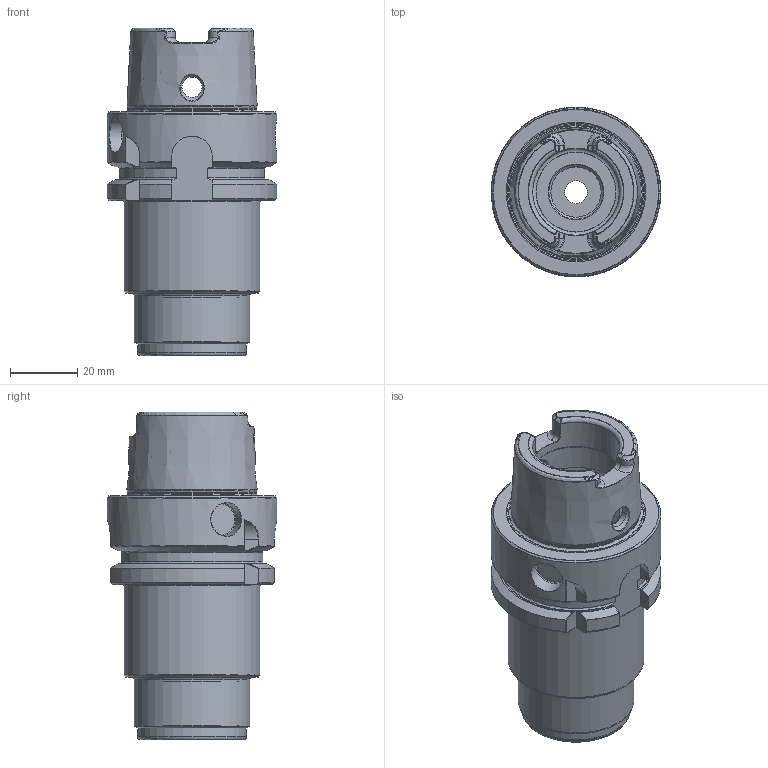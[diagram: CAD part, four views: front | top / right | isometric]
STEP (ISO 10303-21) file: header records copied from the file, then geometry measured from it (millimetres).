
FILE_DESCRIPTION(/* description */ (''),/* implementation_level */ '2;1');
FILE_NAME(/* name */ '555012540.stp',/* time_stamp */ '2021-06-01T08:16:08',/* author */ ('LRA'),/* organization */ ('REGO-FIX'),/* preprocessor_version */ ' Unknown',/* originating_system */ 'SIEMENS PLM Software Solid Edge ST10',/* authorization */ 'Unknown');
FILE_SCHEMA (('AUTOMOTIVE_DESIGN { 1 0 10303 214 2 1 1}'));
Length unit declared in the file: millimetre
Products named in the file (1): NOCUT
Bounding box: 50.3 x 50.3 x 97.1 mm (x, y, z)
Volume: 170483.8 mm3; surface area: 46361.5 mm2
Topology: 2 solids, 2 shells, 264 faces, 697 edges, 443 vertices
Faces by surface type: plane 92, cylinder 69, cone 57, torus 46
Full cylindrical faces by diameter (mm): 6 x4, 6.8 x2, 10 x4, 14.917 x2, 17 x2, 18 x2, 25.7 x2, 26 x2, 32 x3, 32.3 x1, 34 x2, 34.3 x1, 38.009 x1, 38.21 x1, 40 x1, 40.3 x1, 50 x1, 50.3 x1
Entity records: 9831 total; most frequent: CARTESIAN_POINT 2147, DIRECTION 1164, ORIENTED_EDGE 1150, EDGE_CURVE 575, AXIS2_PLACEMENT_3D 490, VERTEX_POINT 409, EDGE_LOOP 368, FACE_BOUND 368
